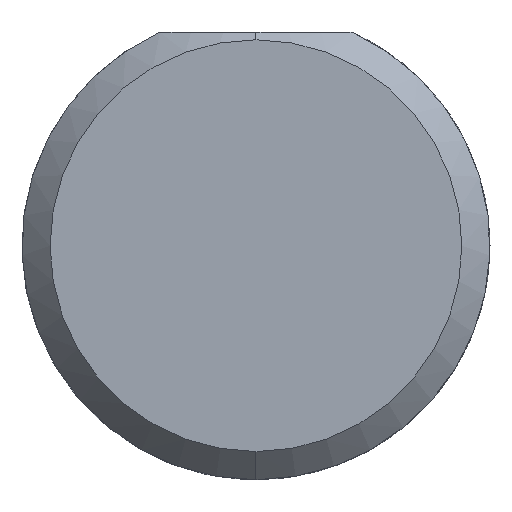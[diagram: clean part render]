
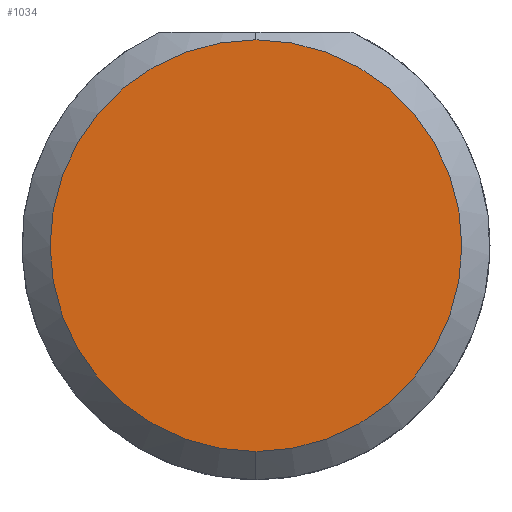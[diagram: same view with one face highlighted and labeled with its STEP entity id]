
A CAD part, left-side view. The second image highlights one B-rep face of the part: STEP entity #1034.
In plain terms, the highlighted planar face has unit normal (-1, 0, 0).
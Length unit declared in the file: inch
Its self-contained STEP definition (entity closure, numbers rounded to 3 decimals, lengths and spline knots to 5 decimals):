
#97 = DIRECTION ( 'NONE',  ( -1., 0., 0. ) ) ;
#104 = CARTESIAN_POINT ( 'NONE',  ( 0., 0., 0. ) ) ;
#162 = CARTESIAN_POINT ( 'NONE',  ( 0., 0., 0. ) ) ;
#216 = CARTESIAN_POINT ( 'NONE',  ( 0., 0., -0.10985 ) ) ;
#236 = ORIENTED_EDGE ( 'NONE', *, *, #263, .T. ) ;
#263 = EDGE_CURVE ( 'NONE', #518, #714, #527, .T. ) ;
#283 = DIRECTION ( 'NONE',  ( 0., 0., -1. ) ) ;
#470 = DIRECTION ( 'NONE',  ( 0., 0., -1. ) ) ;
#517 = PLANE ( 'NONE',  #1201 ) ;
#518 = VERTEX_POINT ( 'NONE', #1204 ) ;
#527 = CIRCLE ( 'NONE', #1107, 0.10985 ) ;
#600 = ORIENTED_EDGE ( 'NONE', *, *, #629, .T. ) ;
#619 = CIRCLE ( 'NONE', #1208, 0.10985 ) ;
#629 = EDGE_CURVE ( 'NONE', #714, #518, #619, .T. ) ;
#714 = VERTEX_POINT ( 'NONE', #216 ) ;
#892 = DIRECTION ( 'NONE',  ( 0., 0., -1. ) ) ;
#941 = DIRECTION ( 'NONE',  ( 1., 0., 0. ) ) ;
#1032 = CARTESIAN_POINT ( 'NONE',  ( 0., 0., 0. ) ) ;
#1034 = ADVANCED_FACE ( 'NONE', ( #1188 ), #517, .F. ) ;
#1107 = AXIS2_PLACEMENT_3D ( 'NONE', #1032, #1270, #470 ) ;
#1116 = EDGE_LOOP ( 'NONE', ( #600, #236 ) ) ;
#1188 = FACE_OUTER_BOUND ( 'NONE', #1116, .T. ) ;
#1201 = AXIS2_PLACEMENT_3D ( 'NONE', #162, #941, #283 ) ;
#1204 = CARTESIAN_POINT ( 'NONE',  ( 0., 0., 0.10985 ) ) ;
#1208 = AXIS2_PLACEMENT_3D ( 'NONE', #104, #97, #892 ) ;
#1270 = DIRECTION ( 'NONE',  ( -1., 0., 0. ) ) ;
